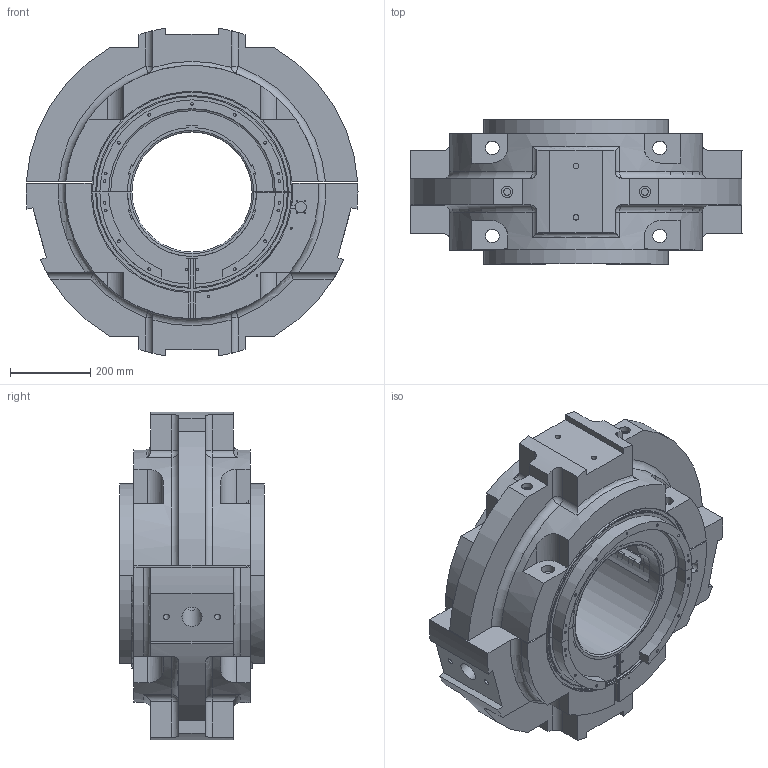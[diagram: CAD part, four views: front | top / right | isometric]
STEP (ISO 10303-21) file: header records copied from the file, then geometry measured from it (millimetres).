
FILE_DESCRIPTION(/* description */ (''),/* implementation_level */ '2;1');
FILE_NAME(/* name */ 'N-BEARING 2-1.stp',/* time_stamp */ '2024-01-30T10:16:56+06:00',/* author */ (''),/* organization */ (''),/* preprocessor_version */ 'ST-DEVELOPER v16.7',/* originating_system */ 'SIEMENS PLM Software NX 12.0',/* authorisation */ '');
FILE_SCHEMA (('AUTOMOTIVE_DESIGN { 1 0 10303 214 3 1 1 1 }'));
Length unit declared in the file: millimetre
Products named in the file (3): navabharat-BOTTOM ho; navabharat-TOP ho; ASSEMBLY OF BOTTOM AND TOP BEARING
Assembly tree (2 placements, depth 2):
  ASSEMBLY OF BOTTOM AND TOP BEARING
    navabharat-TOP ho
    navabharat-BOTTOM ho
Bounding box: 829 x 360 x 818.74 mm (x, y, z)
Volume: 91659129.2 mm3; surface area: 3367419.2 mm2
Topology: 8 solids, 8 shells, 673 faces, 1772 edges, 1126 vertices
Faces by surface type: cylinder 304, plane 294, cone 40, torus 27, sphere 8
Full cylindrical faces by diameter (mm): 3 x4, 4.8 x5, 6 x8, 6.8 x25, 8.5 x4, 14 x8, 17.5 x4, 21 x2, 28 x7, 34 x12, 50 x1, 60 x1, 62 x8
Entity records: 20807 total; most frequent: CARTESIAN_POINT 3973, DIRECTION 3632, ORIENTED_EDGE 3322, EDGE_CURVE 1661, AXIS2_PLACEMENT_3D 1372, VERTEX_POINT 1109, LINE 888, VECTOR 888
